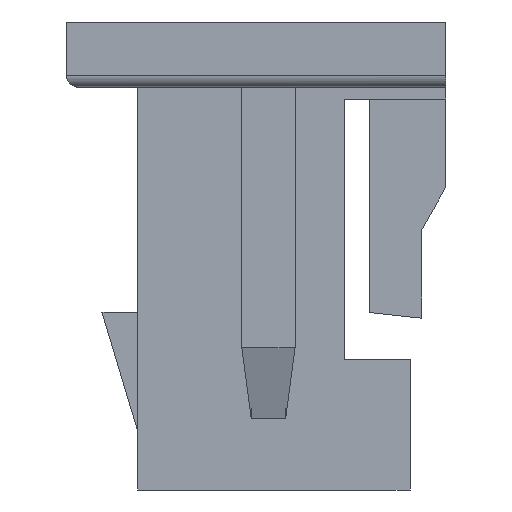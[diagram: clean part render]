
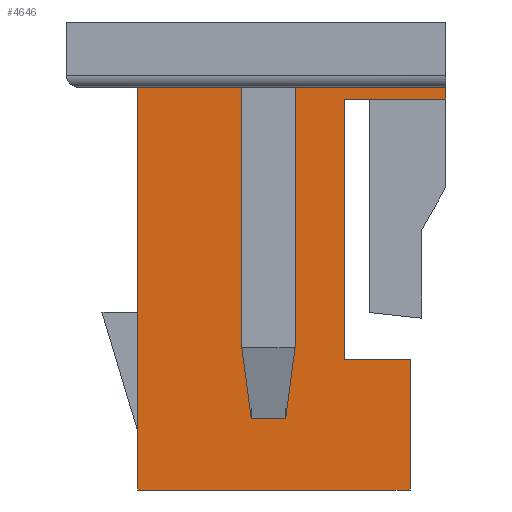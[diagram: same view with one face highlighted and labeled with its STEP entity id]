
A CAD part, left-side view. The second image highlights one B-rep face of the part: STEP entity #4646.
In plain terms, the highlighted planar face has unit normal (-1, 0, 0).
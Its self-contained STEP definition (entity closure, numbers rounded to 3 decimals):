
#763=ORIENTED_EDGE('',*,*,#1514,.F.);
#764=ORIENTED_EDGE('',*,*,#1919,.T.);
#765=ORIENTED_EDGE('',*,*,#1920,.T.);
#766=ORIENTED_EDGE('',*,*,#1921,.F.);
#767=ORIENTED_EDGE('',*,*,#1461,.F.);
#768=ORIENTED_EDGE('',*,*,#1417,.F.);
#769=ORIENTED_EDGE('',*,*,#1922,.T.);
#770=ORIENTED_EDGE('',*,*,#1923,.F.);
#771=ORIENTED_EDGE('',*,*,#1924,.F.);
#772=ORIENTED_EDGE('',*,*,#1413,.F.);
#773=ORIENTED_EDGE('',*,*,#1598,.T.);
#774=ORIENTED_EDGE('',*,*,#1554,.F.);
#1413=EDGE_CURVE('',#2091,#2092,#2537,.T.);
#1417=EDGE_CURVE('',#2095,#2096,#2541,.T.);
#1461=EDGE_CURVE('',#2096,#2130,#2581,.T.);
#1514=EDGE_CURVE('',#2179,#2180,#2634,.T.);
#1554=EDGE_CURVE('',#2180,#2211,#2674,.T.);
#1598=EDGE_CURVE('',#2091,#2211,#2718,.T.);
#1919=EDGE_CURVE('',#2179,#2471,#3039,.T.);
#1920=EDGE_CURVE('',#2471,#2472,#3040,.T.);
#1921=EDGE_CURVE('',#2130,#2472,#3041,.T.);
#1922=EDGE_CURVE('',#2095,#2473,#3042,.T.);
#1923=EDGE_CURVE('',#2474,#2473,#3043,.T.);
#1924=EDGE_CURVE('',#2092,#2474,#3044,.T.);
#2091=VERTEX_POINT('',#6189);
#2092=VERTEX_POINT('',#6191);
#2095=VERTEX_POINT('',#6197);
#2096=VERTEX_POINT('',#6199);
#2130=VERTEX_POINT('',#6286);
#2179=VERTEX_POINT('',#6390);
#2180=VERTEX_POINT('',#6392);
#2211=VERTEX_POINT('',#6472);
#2471=VERTEX_POINT('',#7173);
#2472=VERTEX_POINT('',#7175);
#2473=VERTEX_POINT('',#7178);
#2474=VERTEX_POINT('',#7180);
#2537=LINE('',#6190,#3209);
#2541=LINE('',#6198,#3213);
#2581=LINE('',#6285,#3253);
#2634=LINE('',#6391,#3306);
#2674=LINE('',#6471,#3346);
#2718=LINE('',#6552,#3390);
#3039=LINE('',#7172,#3711);
#3040=LINE('',#7174,#3712);
#3041=LINE('',#7176,#3713);
#3042=LINE('',#7177,#3714);
#3043=LINE('',#7179,#3715);
#3044=LINE('',#7181,#3716);
#3209=VECTOR('',#5045,1000.);
#3213=VECTOR('',#5049,1000.);
#3253=VECTOR('',#5115,1000.);
#3306=VECTOR('',#5174,1000.);
#3346=VECTOR('',#5232,1000.);
#3390=VECTOR('',#5278,1000.);
#3711=VECTOR('',#5749,1000.);
#3712=VECTOR('',#5750,1000.);
#3713=VECTOR('',#5751,1000.);
#3714=VECTOR('',#5752,1000.);
#3715=VECTOR('',#5753,1000.);
#3716=VECTOR('',#5754,1000.);
#3975=EDGE_LOOP('',(#763,#764,#765,#766,#767,#768,#769,#770,#771,#772,#773,
#774));
#4205=FACE_BOUND('',#3975,.T.);
#4426=PLANE('',#4890);
#4646=ADVANCED_FACE('',(#4205),#4426,.F.);
#4890=AXIS2_PLACEMENT_3D('',#7171,#5747,#5748);
#5045=DIRECTION('',(0.,-1.,0.));
#5049=DIRECTION('',(0.,-1.,0.));
#5115=DIRECTION('',(0.,0.,-1.));
#5174=DIRECTION('',(0.,0.,-1.));
#5232=DIRECTION('',(0.,1.,0.));
#5278=DIRECTION('',(0.,0.,-1.));
#5747=DIRECTION('',(1.,0.,0.));
#5748=DIRECTION('',(0.,0.,-1.));
#5749=DIRECTION('',(0.,1.,0.));
#5750=DIRECTION('',(0.,0.,1.));
#5751=DIRECTION('',(0.,1.,0.));
#5752=DIRECTION('',(0.,0.,-1.));
#5753=DIRECTION('',(0.,-1.,0.));
#5754=DIRECTION('',(0.,0.,-1.));
#6189=CARTESIAN_POINT('',(-3.35,1.,1.425));
#6190=CARTESIAN_POINT('',(-3.35,1.6,1.425));
#6191=CARTESIAN_POINT('',(-3.35,0.04,1.425));
#6197=CARTESIAN_POINT('',(-3.35,-0.25,1.425));
#6198=CARTESIAN_POINT('',(-3.35,-0.33,1.425));
#6199=CARTESIAN_POINT('',(-3.35,-1.6,1.425));
#6285=CARTESIAN_POINT('',(-3.35,-1.6,1.425));
#6286=CARTESIAN_POINT('',(-3.35,-1.6,1.325));
#6390=CARTESIAN_POINT('',(-3.35,-1.3,-0.875));
#6391=CARTESIAN_POINT('',(-3.35,-1.3,0.));
#6392=CARTESIAN_POINT('',(-3.35,-1.3,-1.975));
#6471=CARTESIAN_POINT('',(-3.35,-1.6,-1.975));
#6472=CARTESIAN_POINT('',(-3.35,1.,-1.975));
#6552=CARTESIAN_POINT('',(-3.35,1.,1.425));
#7171=CARTESIAN_POINT('',(-3.35,0.,0.));
#7172=CARTESIAN_POINT('',(-3.35,-1.85,-0.875));
#7173=CARTESIAN_POINT('',(-3.35,-0.75,-0.875));
#7174=CARTESIAN_POINT('',(-3.35,-0.75,-0.875));
#7175=CARTESIAN_POINT('',(-3.35,-0.75,1.325));
#7176=CARTESIAN_POINT('',(-3.35,-1.85,1.325));
#7177=CARTESIAN_POINT('',(-3.35,-0.25,1.425));
#7178=CARTESIAN_POINT('',(-3.35,-0.25,-1.375));
#7179=CARTESIAN_POINT('',(-3.35,0.12,-1.375));
#7180=CARTESIAN_POINT('',(-3.35,0.04,-1.375));
#7181=CARTESIAN_POINT('',(-3.35,0.04,1.425));
